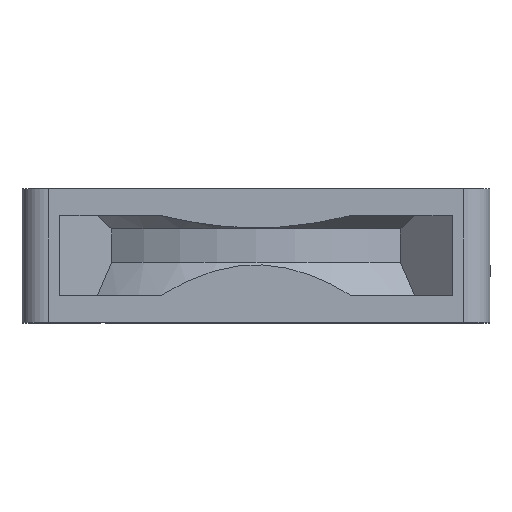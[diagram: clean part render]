
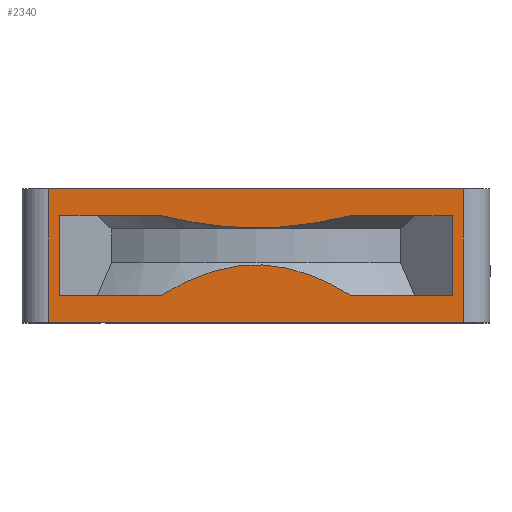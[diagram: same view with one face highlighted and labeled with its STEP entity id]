
A CAD part, top view. The second image highlights one B-rep face of the part: STEP entity #2340.
In plain terms, the highlighted planar face has unit normal (0, 0, 1).
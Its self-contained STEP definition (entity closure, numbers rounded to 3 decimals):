
#2 = CARTESIAN_POINT ( 'NONE',  ( 0.598, 8.621, 35. ) ) ;
#20 = LINE ( 'NONE', #1664, #5328 ) ;
#67 = CARTESIAN_POINT ( 'NONE',  ( 11.898, 15.413, 35. ) ) ;
#162 = CARTESIAN_POINT ( 'NONE',  ( -31., 20., 35. ) ) ;
#242 = CARTESIAN_POINT ( 'NONE',  ( 29.343, 16., 35. ) ) ;
#370 = VECTOR ( 'NONE', #3808, 1000. ) ;
#392 = DIRECTION ( 'NONE',  ( 0., 1., 0. ) ) ;
#402 = ORIENTED_EDGE ( 'NONE', *, *, #413, .T. ) ;
#413 = EDGE_CURVE ( 'NONE', #5651, #2832, #5659, .T. ) ;
#446 = LINE ( 'NONE', #1944, #4231 ) ;
#513 = CARTESIAN_POINT ( 'NONE',  ( -14.248, 16., 35. ) ) ;
#557 = CARTESIAN_POINT ( 'NONE',  ( 5.926, 14.469, 35. ) ) ;
#644 = EDGE_CURVE ( 'NONE', #3977, #1090, #5176, .T. ) ;
#880 = VECTOR ( 'NONE', #6227, 1000. ) ;
#1029 = CARTESIAN_POINT ( 'NONE',  ( 9.788, 6.422, 35. ) ) ;
#1072 = EDGE_CURVE ( 'NONE', #6196, #1427, #3897, .T. ) ;
#1090 = VERTEX_POINT ( 'NONE', #1826 ) ;
#1114 = LINE ( 'NONE', #2747, #880 ) ;
#1117 = CARTESIAN_POINT ( 'NONE',  ( -35., 0., 35. ) ) ;
#1123 = CARTESIAN_POINT ( 'NONE',  ( 9.526, 14.945, 35. ) ) ;
#1135 = CARTESIAN_POINT ( 'NONE',  ( 31., 20., 35. ) ) ;
#1427 = VERTEX_POINT ( 'NONE', #4644 ) ;
#1438 = ORIENTED_EDGE ( 'NONE', *, *, #1072, .T. ) ;
#1482 = ORIENTED_EDGE ( 'NONE', *, *, #4747, .F. ) ;
#1489 = CARTESIAN_POINT ( 'NONE',  ( 29.343, 4., 35. ) ) ;
#1625 = CARTESIAN_POINT ( 'NONE',  ( 14.248, 4., 35. ) ) ;
#1658 = LINE ( 'NONE', #5026, #3486 ) ;
#1659 = EDGE_LOOP ( 'NONE', ( #1438, #3100, #4116, #5610 ) ) ;
#1664 = CARTESIAN_POINT ( 'NONE',  ( 14.248, 16., 35. ) ) ;
#1709 = DIRECTION ( 'NONE',  ( 1., 0., 0. ) ) ;
#1787 = DIRECTION ( 'NONE',  ( 0., -1., 0. ) ) ;
#1826 = CARTESIAN_POINT ( 'NONE',  ( 29.343, 4., 35. ) ) ;
#1885 = DIRECTION ( 'NONE',  ( 0., -1., 0. ) ) ;
#1944 = CARTESIAN_POINT ( 'NONE',  ( 31., 0., 35. ) ) ;
#2008 = DIRECTION ( 'NONE',  ( -1., 0., 0. ) ) ;
#2063 = CARTESIAN_POINT ( 'NONE',  ( -2.45, 14.155, 35. ) ) ;
#2105 = PLANE ( 'NONE',  #5478 ) ;
#2274 = EDGE_CURVE ( 'NONE', #5674, #6109, #1658, .T. ) ;
#2340 = ADVANCED_FACE ( 'NONE', ( #2934, #4289 ), #2105, .T. ) ;
#2442 = CARTESIAN_POINT ( 'NONE',  ( 31., 0., 35. ) ) ;
#2457 = EDGE_CURVE ( 'NONE', #2780, #3977, #20, .T. ) ;
#2488 = LINE ( 'NONE', #1489, #5911 ) ;
#2499 = CARTESIAN_POINT ( 'NONE',  ( -14.248, 16., 35. ) ) ;
#2549 = VECTOR ( 'NONE', #1787, 1000. ) ;
#2642 = CARTESIAN_POINT ( 'NONE',  ( -4.824, 14.321, 35. ) ) ;
#2649 = B_SPLINE_CURVE_WITH_KNOTS ( 'NONE', 3,
 ( #5599, #6025, #4038, #5046, #5030, #3491, #2962, #6513, #3470, #4631, #3675, #2, #6202, #3151, #5721, #4606, #5673, #4697, #1029, #3601, #6618, #1625 ),
 .UNSPECIFIED., .F., .F.,
 ( 4, 2, 2, 2, 2, 2, 2, 2, 2, 2, 4 ),
 ( 0., 0.004, 0.008, 0.009, 0.011, 0.015, 0.017, 0.019, 0.023, 0.026, 0.03 ),
 .UNSPECIFIED. ) ;
#2747 = CARTESIAN_POINT ( 'NONE',  ( 31., 20., 35. ) ) ;
#2780 = VERTEX_POINT ( 'NONE', #3051 ) ;
#2805 = CARTESIAN_POINT ( 'NONE',  ( -29.343, 4., 35. ) ) ;
#2832 = VERTEX_POINT ( 'NONE', #2499 ) ;
#2934 = FACE_OUTER_BOUND ( 'NONE', #1659, .T. ) ;
#2940 = ORIENTED_EDGE ( 'NONE', *, *, #5325, .T. ) ;
#2962 = CARTESIAN_POINT ( 'NONE',  ( -6.266, 7.707, 35. ) ) ;
#3051 = CARTESIAN_POINT ( 'NONE',  ( 14.248, 16., 35. ) ) ;
#3084 = CARTESIAN_POINT ( 'NONE',  ( 1.129, 14.151, 35. ) ) ;
#3100 = ORIENTED_EDGE ( 'NONE', *, *, #5996, .T. ) ;
#3141 = VERTEX_POINT ( 'NONE', #4407 ) ;
#3151 = CARTESIAN_POINT ( 'NONE',  ( 2.503, 8.481, 35. ) ) ;
#3166 = ORIENTED_EDGE ( 'NONE', *, *, #2274, .T. ) ;
#3184 = EDGE_CURVE ( 'NONE', #5651, #6109, #4520, .T. ) ;
#3210 = CARTESIAN_POINT ( 'NONE',  ( -29.343, 16., 35. ) ) ;
#3272 = LINE ( 'NONE', #6337, #5655 ) ;
#3433 = DIRECTION ( 'NONE',  ( 0., -1., 0. ) ) ;
#3464 = CARTESIAN_POINT ( 'NONE',  ( -31., 20., 35. ) ) ;
#3470 = CARTESIAN_POINT ( 'NONE',  ( -4.413, 8.17, 35. ) ) ;
#3486 = VECTOR ( 'NONE', #6099, 1000. ) ;
#3491 = CARTESIAN_POINT ( 'NONE',  ( -6.871, 7.521, 35. ) ) ;
#3601 = CARTESIAN_POINT ( 'NONE',  ( 12.064, 5.299, 35. ) ) ;
#3645 = CARTESIAN_POINT ( 'NONE',  ( -11.904, 15.414, 35. ) ) ;
#3675 = CARTESIAN_POINT ( 'NONE',  ( -1.295, 8.618, 35. ) ) ;
#3808 = DIRECTION ( 'NONE',  ( 1., 0., 0. ) ) ;
#3897 = LINE ( 'NONE', #162, #2549 ) ;
#3977 = VERTEX_POINT ( 'NONE', #242 ) ;
#3978 = VECTOR ( 'NONE', #3433, 1000. ) ;
#4026 = VECTOR ( 'NONE', #1885, 1000. ) ;
#4038 = CARTESIAN_POINT ( 'NONE',  ( -12.072, 5.294, 35. ) ) ;
#4081 = DIRECTION ( 'NONE',  ( 0., 0., 1. ) ) ;
#4099 = DIRECTION ( 'NONE',  ( 1., 0., 0. ) ) ;
#4116 = ORIENTED_EDGE ( 'NONE', *, *, #5233, .T. ) ;
#4181 = B_SPLINE_CURVE_WITH_KNOTS ( 'NONE', 3,
 ( #513, #3645, #5672, #2642, #2063, #3084, #6220, #6199, #557, #1123, #67, #6152 ),
 .UNSPECIFIED., .F., .F.,
 ( 4, 2, 2, 2, 2, 4 ),
 ( 0., 0.007, 0.014, 0.018, 0.021, 0.029 ),
 .UNSPECIFIED. ) ;
#4189 = DIRECTION ( 'NONE',  ( 1., 0., 0. ) ) ;
#4231 = VECTOR ( 'NONE', #392, 1000. ) ;
#4289 = FACE_BOUND ( 'NONE', #5495, .T. ) ;
#4341 = CARTESIAN_POINT ( 'NONE',  ( -29.343, 16., 35. ) ) ;
#4362 = CARTESIAN_POINT ( 'NONE',  ( -14.248, 4., 35. ) ) ;
#4407 = CARTESIAN_POINT ( 'NONE',  ( 14.248, 4., 35. ) ) ;
#4493 = VERTEX_POINT ( 'NONE', #1135 ) ;
#4520 = LINE ( 'NONE', #4935, #4026 ) ;
#4606 = CARTESIAN_POINT ( 'NONE',  ( 5., 8.067, 35. ) ) ;
#4631 = CARTESIAN_POINT ( 'NONE',  ( -2.548, 8.503, 35. ) ) ;
#4644 = CARTESIAN_POINT ( 'NONE',  ( -31., 0., 35. ) ) ;
#4697 = CARTESIAN_POINT ( 'NONE',  ( 8.611, 6.923, 35. ) ) ;
#4747 = EDGE_CURVE ( 'NONE', #5674, #3141, #2649, .T. ) ;
#4873 = ORIENTED_EDGE ( 'NONE', *, *, #644, .T. ) ;
#4935 = CARTESIAN_POINT ( 'NONE',  ( -29.343, 16., 35. ) ) ;
#4952 = ORIENTED_EDGE ( 'NONE', *, *, #3184, .F. ) ;
#4986 = CARTESIAN_POINT ( 'NONE',  ( 29.343, 16., 35. ) ) ;
#5026 = CARTESIAN_POINT ( 'NONE',  ( -14.248, 4., 35. ) ) ;
#5030 = CARTESIAN_POINT ( 'NONE',  ( -8.66, 6.903, 35. ) ) ;
#5046 = CARTESIAN_POINT ( 'NONE',  ( -9.816, 6.409, 35. ) ) ;
#5176 = LINE ( 'NONE', #4986, #3978 ) ;
#5233 = EDGE_CURVE ( 'NONE', #6519, #4493, #446, .T. ) ;
#5325 = EDGE_CURVE ( 'NONE', #1090, #3141, #2488, .T. ) ;
#5328 = VECTOR ( 'NONE', #4189, 1000. ) ;
#5478 = AXIS2_PLACEMENT_3D ( 'NONE', #1117, #4081, #4099 ) ;
#5495 = EDGE_LOOP ( 'NONE', ( #1482, #3166, #4952, #402, #6239, #6268, #4873, #2940 ) ) ;
#5514 = EDGE_CURVE ( 'NONE', #4493, #6196, #1114, .T. ) ;
#5599 = CARTESIAN_POINT ( 'NONE',  ( -14.248, 4., 35. ) ) ;
#5610 = ORIENTED_EDGE ( 'NONE', *, *, #5514, .T. ) ;
#5651 = VERTEX_POINT ( 'NONE', #4341 ) ;
#5655 = VECTOR ( 'NONE', #1709, 1000. ) ;
#5659 = LINE ( 'NONE', #3210, #370 ) ;
#5672 = CARTESIAN_POINT ( 'NONE',  ( -9.551, 14.951, 35. ) ) ;
#5673 = CARTESIAN_POINT ( 'NONE',  ( 6.218, 7.744, 35. ) ) ;
#5674 = VERTEX_POINT ( 'NONE', #4362 ) ;
#5721 = CARTESIAN_POINT ( 'NONE',  ( 3.132, 8.397, 35. ) ) ;
#5829 = EDGE_CURVE ( 'NONE', #2832, #2780, #4181, .T. ) ;
#5911 = VECTOR ( 'NONE', #2008, 1000. ) ;
#5996 = EDGE_CURVE ( 'NONE', #1427, #6519, #3272, .T. ) ;
#6025 = CARTESIAN_POINT ( 'NONE',  ( -13.171, 4.672, 35. ) ) ;
#6099 = DIRECTION ( 'NONE',  ( -1., 0., 0. ) ) ;
#6109 = VERTEX_POINT ( 'NONE', #2805 ) ;
#6152 = CARTESIAN_POINT ( 'NONE',  ( 14.248, 16., 35. ) ) ;
#6196 = VERTEX_POINT ( 'NONE', #3464 ) ;
#6199 = CARTESIAN_POINT ( 'NONE',  ( 4.722, 14.349, 35. ) ) ;
#6202 = CARTESIAN_POINT ( 'NONE',  ( 1.232, 8.594, 35. ) ) ;
#6220 = CARTESIAN_POINT ( 'NONE',  ( 2.324, 14.19, 35. ) ) ;
#6227 = DIRECTION ( 'NONE',  ( -1., 0., 0. ) ) ;
#6239 = ORIENTED_EDGE ( 'NONE', *, *, #5829, .T. ) ;
#6268 = ORIENTED_EDGE ( 'NONE', *, *, #2457, .T. ) ;
#6337 = CARTESIAN_POINT ( 'NONE',  ( -31., 0., 35. ) ) ;
#6513 = CARTESIAN_POINT ( 'NONE',  ( -5.034, 8.032, 35. ) ) ;
#6519 = VERTEX_POINT ( 'NONE', #2442 ) ;
#6618 = CARTESIAN_POINT ( 'NONE',  ( 13.168, 4.674, 35. ) ) ;
